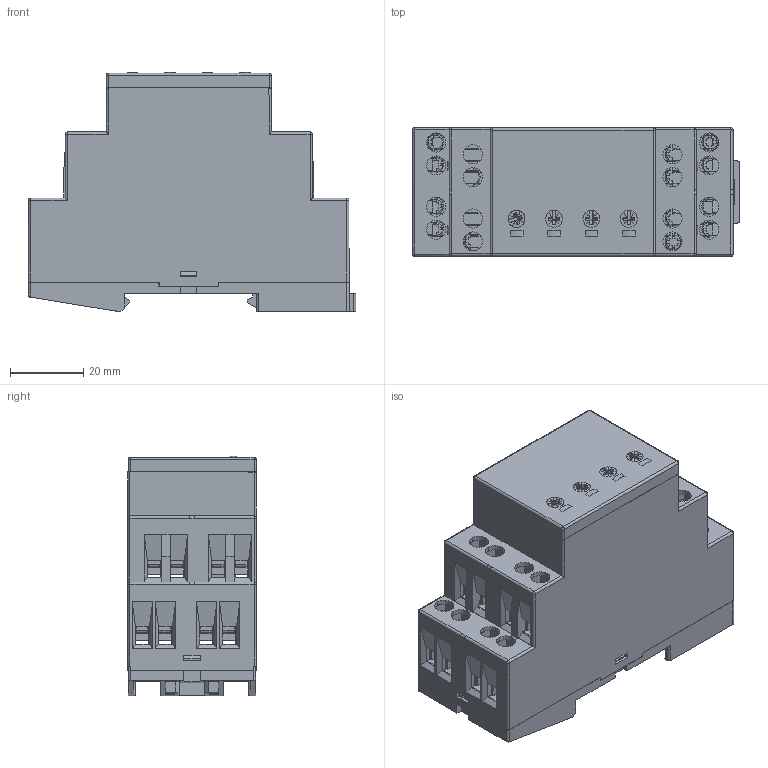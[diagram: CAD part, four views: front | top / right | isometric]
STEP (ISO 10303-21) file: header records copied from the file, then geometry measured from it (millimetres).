
FILE_DESCRIPTION (( 'STEP AP214' ), '1' );
FILE_NAME ('15777.2_SDSR2.STEP', '2014-06-26T08:33:36', ( 'Admin' ), ( '' ), 'SwSTEP 2.0', 'SolidWorks 2013', '' );
FILE_SCHEMA (( 'AUTOMOTIVE_DESIGN' ));
Length unit declared in the file: millimetre
Products named in the file (1): 15777.2_SDSR2
Bounding box: 89.2 x 35 x 65.3 mm (x, y, z)
Surface area: 42263 mm2 (no closed solid volume)
Topology: 0 solids, 84 shells, 769 faces, 5900 edges, 5086 vertices
Faces by surface type: plane 536, cylinder 138, bspline 41, torus 30, sphere 12, cone 12
Entity records: 65153 total; most frequent: CARTESIAN_POINT 15873, DIRECTION 7426, ORIENTED_EDGE 7183, EDGE_CURVE 5856, VERTEX_POINT 5086, VECTOR 4684, LINE 4684, AXIS2_PLACEMENT_3D 1371
